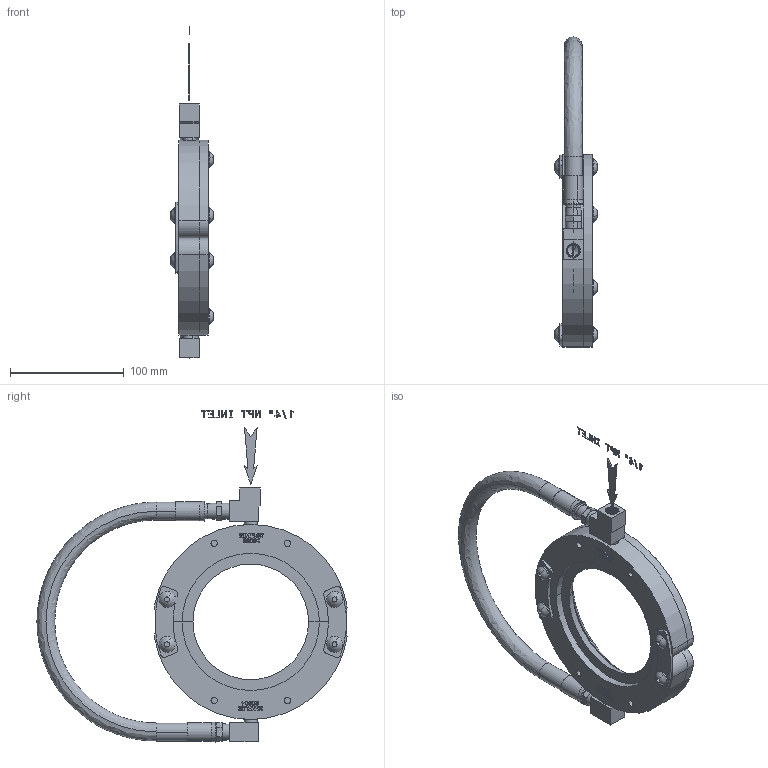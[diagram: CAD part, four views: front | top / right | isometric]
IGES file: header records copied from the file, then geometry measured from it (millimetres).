
Start section: START RECORD GO HERE.
Global section: file name: 20004 - Assy.igs; native system: DASSAULT SYSTEMES CATIA V5 R20 - www.3ds.com; preprocessor: CATIA Version 5 Release 20 ; author: DESIGNENG; organization: KJNDESIGN; date: 20150311.173533; units: millimetre
Bounding box: 38.27 x 272.51 x 291.74 mm (x, y, z)
Volume: 423680.5 mm3; surface area: 123649.9 mm2
Topology: 35 solids, 35 shells, 1191 faces, 3139 edges, 2071 vertices
Faces by surface type: plane 947, revolution 208, bspline 36
